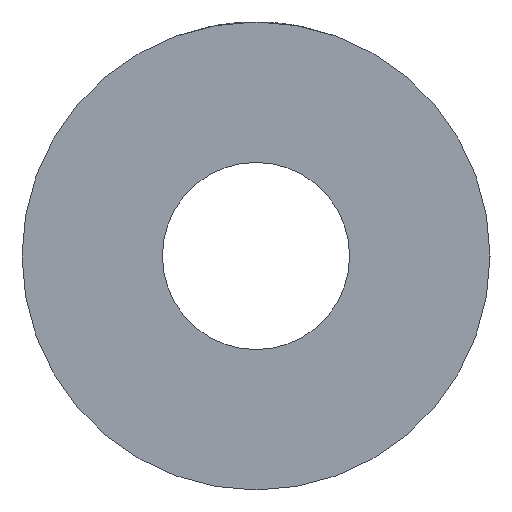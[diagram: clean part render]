
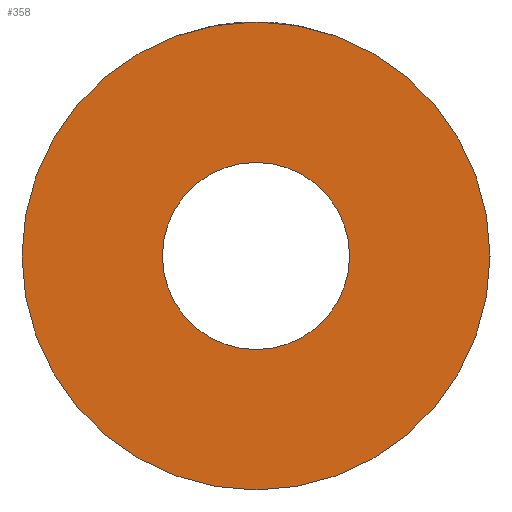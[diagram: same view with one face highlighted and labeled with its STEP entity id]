
A CAD part, left-side view. The second image highlights one B-rep face of the part: STEP entity #358.
In plain terms, the highlighted planar face has unit normal (-1, 0, 0).
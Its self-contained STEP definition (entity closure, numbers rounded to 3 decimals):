
#358=ADVANCED_FACE('',(#786,#787),#788,.T.);
#786=FACE_BOUND('',#1321,.T.);
#787=FACE_OUTER_BOUND('',#1322,.T.);
#788=PLANE('',#1323);
#1321=EDGE_LOOP('',(#2196,#2197));
#1322=EDGE_LOOP('',(#2198,#2199));
#1323=AXIS2_PLACEMENT_3D('',#2200,#2201,#2202);
#2196=ORIENTED_EDGE('',*,*,#2714,.T.);
#2197=ORIENTED_EDGE('',*,*,#2811,.T.);
#2198=ORIENTED_EDGE('',*,*,#2695,.T.);
#2199=ORIENTED_EDGE('',*,*,#2828,.T.);
#2200=CARTESIAN_POINT('',(0.0,-7.5,0.0));
#2201=DIRECTION('',(-1.0,0.0,0.0));
#2202=DIRECTION('',(0.0,-1.0,0.0));
#2695=EDGE_CURVE('',#3160,#3170,#3172,.T.);
#2714=EDGE_CURVE('',#3198,#3202,#3204,.T.);
#2811=EDGE_CURVE('',#3202,#3198,#3352,.T.);
#2828=EDGE_CURVE('',#3170,#3160,#3369,.T.);
#3160=VERTEX_POINT('',#3753);
#3170=VERTEX_POINT('',#3795);
#3172=CIRCLE('',#3798,7.5);
#3198=VERTEX_POINT('',#3845);
#3202=VERTEX_POINT('',#3850);
#3204=CIRCLE('',#3853,3.0);
#3352=CIRCLE('',#4069,3.0);
#3369=CIRCLE('',#4104,7.5);
#3753=CARTESIAN_POINT('',(0.0,0.,-7.5));
#3795=CARTESIAN_POINT('',(0.0,0.,7.5));
#3798=AXIS2_PLACEMENT_3D('',#4566,#4567,#4568);
#3845=CARTESIAN_POINT('',(0.0,0.0,-3.0));
#3850=CARTESIAN_POINT('',(0.0,0.,3.0));
#3853=AXIS2_PLACEMENT_3D('',#4592,#4593,#4594);
#4069=AXIS2_PLACEMENT_3D('',#4678,#4679,#4680);
#4104=AXIS2_PLACEMENT_3D('',#4696,#4697,#4698);
#4566=CARTESIAN_POINT('',(0.0,0.,0.0));
#4567=DIRECTION('',(-1.0,0.0,0.0));
#4568=DIRECTION('',(0.0,0.0,-1.0));
#4592=CARTESIAN_POINT('',(0.0,0.0,0.0));
#4593=DIRECTION('',(1.0,-0.0,0.0));
#4594=DIRECTION('',(0.0,0.0,-1.0));
#4678=CARTESIAN_POINT('',(0.0,0.0,0.0));
#4679=DIRECTION('',(1.0,-0.0,0.0));
#4680=DIRECTION('',(0.0,0.0,-1.0));
#4696=CARTESIAN_POINT('',(0.0,0.,0.0));
#4697=DIRECTION('',(-1.0,0.0,0.0));
#4698=DIRECTION('',(0.0,0.0,-1.0));
